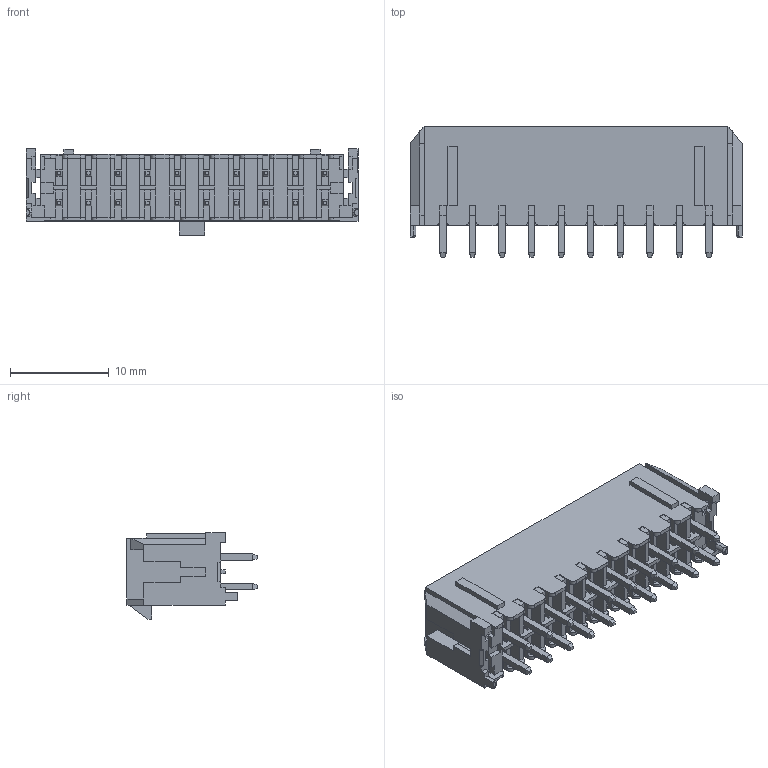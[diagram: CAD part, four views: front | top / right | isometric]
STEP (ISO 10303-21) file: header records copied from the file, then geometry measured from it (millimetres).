
FILE_DESCRIPTION (( 'STEP AP214' ), '1' );
FILE_NAME ('FWF30027-D20S23BKK-B-REF .STEP', '2026-03-05T07:09:18', ( '' ), ( '' ), 'SwSTEP 2.0', 'SolidWorks 2021', '' );
FILE_SCHEMA (( 'AUTOMOTIVE_DESIGN' ));
Length unit declared in the file: millimetre
Products named in the file (1): FWF30027-D20S23BKK-B-REF 
Bounding box: 33.7 x 13.2 x 8.77 mm (x, y, z)
Volume: 1184.2 mm3; surface area: 3538.2 mm2
Topology: 1 solids, 1 shells, 995 faces, 2559 edges, 1605 vertices
Faces by surface type: plane 946, cylinder 44, torus 5
Entity records: 35230 total; most frequent: CARTESIAN_POINT 5205, ORIENTED_EDGE 5118, DIRECTION 4638, EDGE_CURVE 2559, VECTOR 2454, LINE 2454, VERTEX_POINT 1605, AXIS2_PLACEMENT_3D 1092
